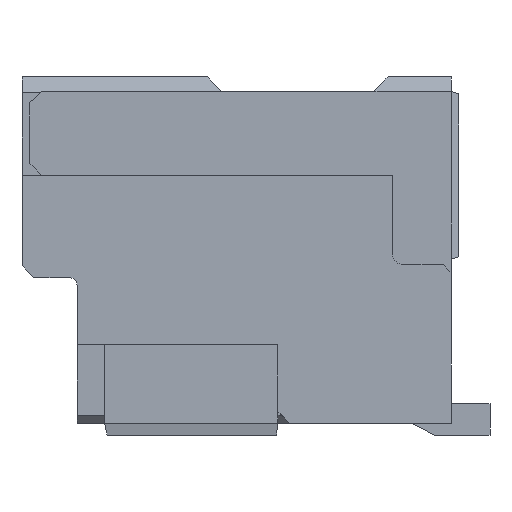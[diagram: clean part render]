
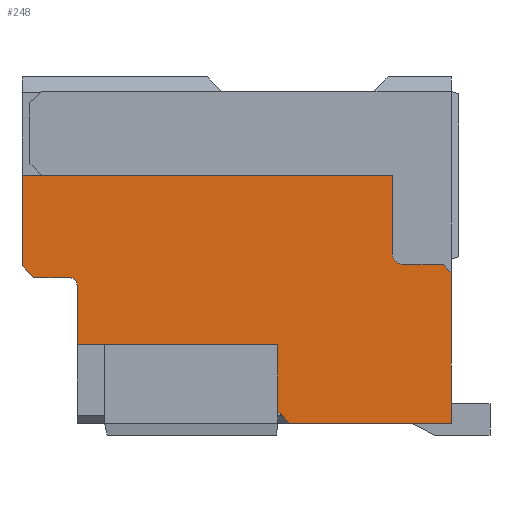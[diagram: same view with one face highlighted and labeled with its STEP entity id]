
A CAD part, left-side view. The second image highlights one B-rep face of the part: STEP entity #248.
In plain terms, the highlighted planar face has unit normal (-1, 0, 0).
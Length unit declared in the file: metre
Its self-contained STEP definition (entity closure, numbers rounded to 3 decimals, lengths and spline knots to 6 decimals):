
#248 = ADVANCED_FACE( '', ( #741 ), #742, .T. );
#741 = FACE_OUTER_BOUND( '', #1321, .T. );
#742 = PLANE( '', #1322 );
#1321 = EDGE_LOOP( '', ( #3197, #3198, #3199, #3200, #3201, #3202, #3203, #3204, #3205, #3206, #3207, #3208, #3209, #3210, #3211 ) );
#1322 = AXIS2_PLACEMENT_3D( '', #3212, #3213, #3214 );
#3197 = ORIENTED_EDGE( '', *, *, #4595, .T. );
#3198 = ORIENTED_EDGE( '', *, *, #4544, .T. );
#3199 = ORIENTED_EDGE( '', *, *, #4425, .F. );
#3200 = ORIENTED_EDGE( '', *, *, #4608, .F. );
#3201 = ORIENTED_EDGE( '', *, *, #4712, .F. );
#3202 = ORIENTED_EDGE( '', *, *, #4755, .T. );
#3203 = ORIENTED_EDGE( '', *, *, #4756, .T. );
#3204 = ORIENTED_EDGE( '', *, *, #4715, .T. );
#3205 = ORIENTED_EDGE( '', *, *, #4757, .F. );
#3206 = ORIENTED_EDGE( '', *, *, #4303, .T. );
#3207 = ORIENTED_EDGE( '', *, *, #4360, .F. );
#3208 = ORIENTED_EDGE( '', *, *, #4758, .T. );
#3209 = ORIENTED_EDGE( '', *, *, #4051, .T. );
#3210 = ORIENTED_EDGE( '', *, *, #4564, .T. );
#3211 = ORIENTED_EDGE( '', *, *, #4610, .T. );
#3212 = CARTESIAN_POINT( '', ( -0.005425, 0.002725, -0.0022 ) );
#3213 = DIRECTION( '', ( -1., 0., 0. ) );
#3214 = DIRECTION( '', ( 0., 0., 1. ) );
#4051 = EDGE_CURVE( '', #4908, #4906, #4909, .T. );
#4303 = EDGE_CURVE( '', #5385, #5383, #5386, .T. );
#4360 = EDGE_CURVE( '', #5482, #5383, #5484, .T. );
#4425 = EDGE_CURVE( '', #5594, #5596, #5597, .T. );
#4544 = EDGE_CURVE( '', #5785, #5596, #5789, .T. );
#4564 = EDGE_CURVE( '', #4906, #5814, #5816, .T. );
#4595 = EDGE_CURVE( '', #5865, #5785, #5866, .T. );
#4608 = EDGE_CURVE( '', #5885, #5594, #5887, .T. );
#4610 = EDGE_CURVE( '', #5814, #5865, #5889, .T. );
#4712 = EDGE_CURVE( '', #6035, #5885, #6037, .T. );
#4715 = EDGE_CURVE( '', #6041, #6039, #6042, .T. );
#4755 = EDGE_CURVE( '', #6035, #6100, #6101, .T. );
#4756 = EDGE_CURVE( '', #6100, #6041, #6102, .T. );
#4757 = EDGE_CURVE( '', #5385, #6039, #6103, .T. );
#4758 = EDGE_CURVE( '', #5482, #4908, #6104, .T. );
#4906 = VERTEX_POINT( '', #6299 );
#4908 = VERTEX_POINT( '', #6302 );
#4909 = LINE( '', #6303, #6304 );
#5383 = VERTEX_POINT( '', #7020 );
#5385 = VERTEX_POINT( '', #7023 );
#5386 = LINE( '', #7024, #7025 );
#5482 = VERTEX_POINT( '', #7174 );
#5484 = LINE( '', #7177, #7178 );
#5594 = VERTEX_POINT( '', #7348 );
#5596 = VERTEX_POINT( '', #7351 );
#5597 = LINE( '', #7352, #7353 );
#5785 = VERTEX_POINT( '', #7647 );
#5789 = CIRCLE( '', #7652, 0.00015 );
#5814 = VERTEX_POINT( '', #7693 );
#5816 = LINE( '', #7696, #7697 );
#5865 = VERTEX_POINT( '', #7772 );
#5866 = LINE( '', #7773, #7774 );
#5885 = VERTEX_POINT( '', #7804 );
#5887 = LINE( '', #7807, #7808 );
#5889 = LINE( '', #7811, #7812 );
#6035 = VERTEX_POINT( '', #8049 );
#6037 = LINE( '', #8052, #8053 );
#6039 = VERTEX_POINT( '', #8056 );
#6041 = VERTEX_POINT( '', #8059 );
#6042 = CIRCLE( '', #8060, 0.0001 );
#6100 = VERTEX_POINT( '', #8155 );
#6101 = LINE( '', #8156, #8157 );
#6102 = LINE( '', #8158, #8159 );
#6103 = LINE( '', #8160, #8161 );
#6104 = LINE( '', #8162, #8163 );
#6299 = CARTESIAN_POINT( '', ( -0.005425, -0.002725, -0.0022 ) );
#6302 = CARTESIAN_POINT( '', ( -0.005425, -0.000675, -0.0022 ) );
#6303 = CARTESIAN_POINT( '', ( -0.005425, -0.000675, -0.0022 ) );
#6304 = VECTOR( '', #8373, 1. );
#7020 = CARTESIAN_POINT( '', ( -0.005425, -0.000525, -0.0012 ) );
#7023 = CARTESIAN_POINT( '', ( -0.005425, 0.002025, -0.0012 ) );
#7024 = CARTESIAN_POINT( '', ( -0.005425, 0.002025, -0.0012 ) );
#7025 = VECTOR( '', #8641, 1. );
#7174 = CARTESIAN_POINT( '', ( -0.005425, -0.000525, -0.00205 ) );
#7177 = CARTESIAN_POINT( '', ( -0.005425, -0.000525, -0.00205 ) );
#7178 = VECTOR( '', #8702, 1. );
#7348 = CARTESIAN_POINT( '', ( -0.005425, -0.001975, 0.00095 ) );
#7351 = CARTESIAN_POINT( '', ( -0.005425, -0.001975, -0.000035 ) );
#7352 = CARTESIAN_POINT( '', ( -0.005425, -0.001975, 0.00095 ) );
#7353 = VECTOR( '', #8773, 1. );
#7647 = CARTESIAN_POINT( '', ( -0.005425, -0.002125, -0.000185 ) );
#7652 = AXIS2_PLACEMENT_3D( '', #8914, #8915, #8916 );
#7693 = CARTESIAN_POINT( '', ( -0.005425, -0.002725, -0.000285 ) );
#7696 = CARTESIAN_POINT( '', ( -0.005425, -0.002725, -0.0022 ) );
#7697 = VECTOR( '', #8940, 1. );
#7772 = CARTESIAN_POINT( '', ( -0.005425, -0.002625, -0.000185 ) );
#7773 = CARTESIAN_POINT( '', ( -0.005425, -0.002625, -0.000185 ) );
#7774 = VECTOR( '', #8979, 1. );
#7804 = CARTESIAN_POINT( '', ( -0.005425, 0.002725, 0.00095 ) );
#7807 = CARTESIAN_POINT( '', ( -0.005425, 0.002725, 0.00095 ) );
#7808 = VECTOR( '', #8992, 1. );
#7811 = CARTESIAN_POINT( '', ( -0.005425, -0.002725, -0.000285 ) );
#7812 = VECTOR( '', #8994, 1. );
#8049 = CARTESIAN_POINT( '', ( -0.005425, 0.002725, -0.0002 ) );
#8052 = CARTESIAN_POINT( '', ( -0.005425, 0.002725, -0.0002 ) );
#8053 = VECTOR( '', #9114, 1. );
#8056 = CARTESIAN_POINT( '', ( -0.005425, 0.002025, -0.00045 ) );
#8059 = CARTESIAN_POINT( '', ( -0.005425, 0.002125, -0.00035 ) );
#8060 = AXIS2_PLACEMENT_3D( '', #9117, #9118, #9119 );
#8155 = CARTESIAN_POINT( '', ( -0.005425, 0.002575, -0.00035 ) );
#8156 = CARTESIAN_POINT( '', ( -0.005425, 0.002725, -0.0002 ) );
#8157 = VECTOR( '', #9163, 1. );
#8158 = CARTESIAN_POINT( '', ( -0.005425, 0.002575, -0.00035 ) );
#8159 = VECTOR( '', #9164, 1. );
#8160 = CARTESIAN_POINT( '', ( -0.005425, 0.002025, -0.0012 ) );
#8161 = VECTOR( '', #9165, 1. );
#8162 = CARTESIAN_POINT( '', ( -0.005425, -0.000525, -0.00205 ) );
#8163 = VECTOR( '', #9166, 1. );
#8373 = DIRECTION( '', ( 0., -1., 0. ) );
#8641 = DIRECTION( '', ( 0., -1., 0. ) );
#8702 = DIRECTION( '', ( 0., 0., 1. ) );
#8773 = DIRECTION( '', ( 0., 0., -1. ) );
#8914 = CARTESIAN_POINT( '', ( -0.005425, -0.002125, -0.000035 ) );
#8915 = DIRECTION( '', ( 1., 0., 0. ) );
#8916 = DIRECTION( '', ( 0., 0., -1. ) );
#8940 = DIRECTION( '', ( 0., 0., 1. ) );
#8979 = DIRECTION( '', ( 0., 1., 0. ) );
#8992 = DIRECTION( '', ( 0., -1., 0. ) );
#8994 = DIRECTION( '', ( 0., 0.707, 0.707 ) );
#9114 = DIRECTION( '', ( 0., 0., 1. ) );
#9117 = CARTESIAN_POINT( '', ( -0.005425, 0.002125, -0.00045 ) );
#9118 = DIRECTION( '', ( 1., 0., 0. ) );
#9119 = DIRECTION( '', ( 0., 0., 1. ) );
#9163 = DIRECTION( '', ( 0., -0.707, -0.707 ) );
#9164 = DIRECTION( '', ( 0., -1., 0. ) );
#9165 = DIRECTION( '', ( 0., 0., 1. ) );
#9166 = DIRECTION( '', ( 0., -0.707, -0.707 ) );
